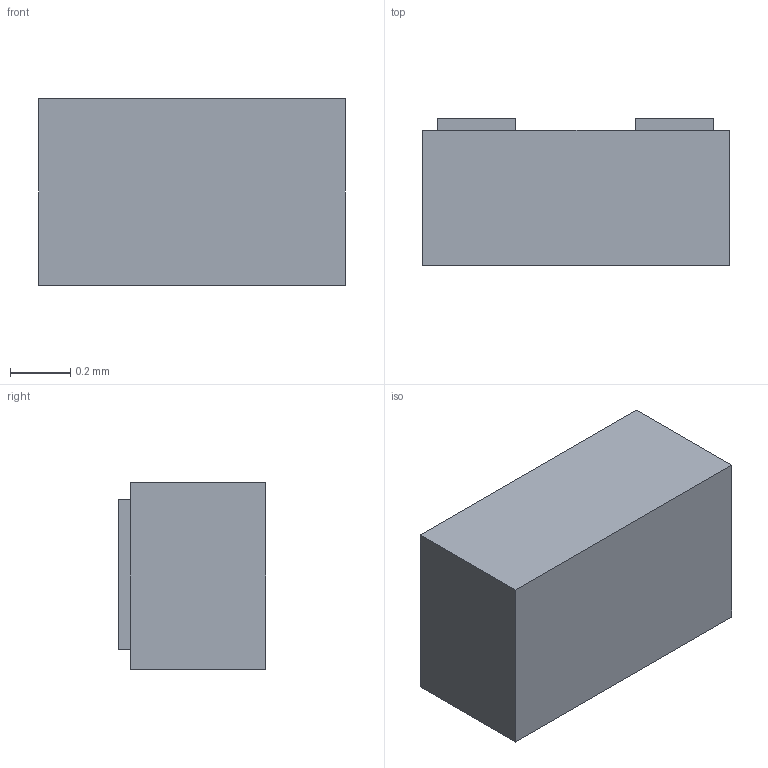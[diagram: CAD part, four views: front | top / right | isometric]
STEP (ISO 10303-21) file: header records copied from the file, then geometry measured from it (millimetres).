
FILE_DESCRIPTION (( 'STEP AP203' ), '1' );
FILE_NAME ('蚾饜极.STEP', '2022-04-26T12:24:03', ( '' ), ( '' ), 'SwSTEP 2.0', 'SolidWorks 2016', '' );
FILE_SCHEMA (( 'CONFIG_CONTROL_DESIGN' ));
Length unit declared in the file: millimetre
Products named in the file (3): 1-呿猾; 蚾饜极; 1-俋竘褐
Assembly tree (2 placements, depth 2):
  蚾饜极
    1-呿猾
    1-俋竘褐
Bounding box: 1.02 x 0.49 x 0.62 mm (x, y, z)
Volume: 0.3 mm3; surface area: 3.4 mm2
Topology: 3 solids, 3 shells, 19 faces, 39 edges, 26 vertices
Faces by surface type: plane 18, cylinder 1
Entity records: 798 total; most frequent: DIRECTION 89, CARTESIAN_POINT 89, ORIENTED_EDGE 78, EDGE_CURVE 39, VECTOR 37, LINE 37, VERTEX_POINT 26, AXIS2_PLACEMENT_3D 26
